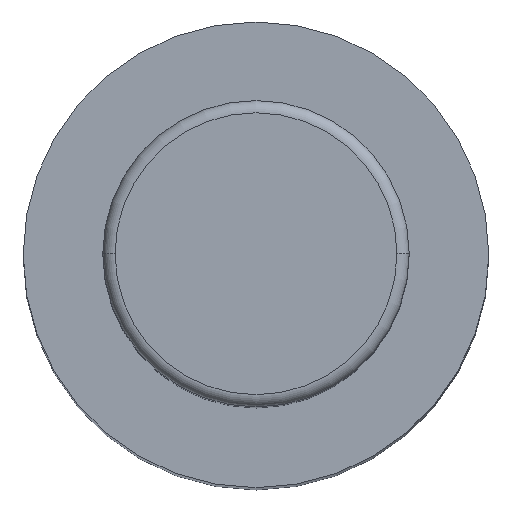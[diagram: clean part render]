
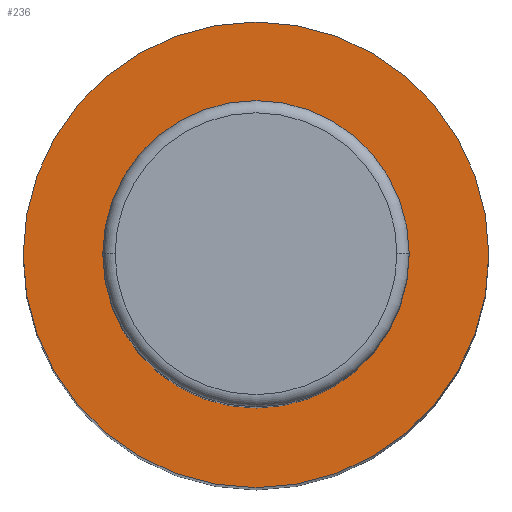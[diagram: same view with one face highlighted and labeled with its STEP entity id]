
A CAD part, top view. The second image highlights one B-rep face of the part: STEP entity #236.
In plain terms, the highlighted planar face has unit normal (0, 0, 1).
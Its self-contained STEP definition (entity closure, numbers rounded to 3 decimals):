
#76 = AXIS2_PLACEMENT_3D ( 'NONE', #574, #553, #563 ) ;
#86 = EDGE_CURVE ( 'NONE', #848, #964, #920, .T. ) ;
#89 = VERTEX_POINT ( 'NONE', #325 ) ;
#100 = ORIENTED_EDGE ( 'NONE', *, *, #381, .T. ) ;
#127 = ORIENTED_EDGE ( 'NONE', *, *, #86, .F. ) ;
#138 = CIRCLE ( 'NONE', #587, 12.5 ) ;
#146 = CARTESIAN_POINT ( 'NONE',  ( 0., 0., 108. ) ) ;
#161 = DIRECTION ( 'NONE',  ( -1., 0., 0. ) ) ;
#172 = CIRCLE ( 'NONE', #76, 19. ) ;
#236 = ADVANCED_FACE ( 'NONE', ( #690, #694 ), #333, .T. ) ;
#263 = DIRECTION ( 'NONE',  ( -1., 0., 0. ) ) ;
#287 = AXIS2_PLACEMENT_3D ( 'NONE', #717, #428, #263 ) ;
#325 = CARTESIAN_POINT ( 'NONE',  ( -12.5, 0., 108. ) ) ;
#329 = EDGE_LOOP ( 'NONE', ( #403, #127 ) ) ;
#331 = AXIS2_PLACEMENT_3D ( 'NONE', #366, #605, #161 ) ;
#333 = PLANE ( 'NONE',  #560 ) ;
#366 = CARTESIAN_POINT ( 'NONE',  ( 0., 0., 108. ) ) ;
#381 = EDGE_CURVE ( 'NONE', #737, #89, #474, .T. ) ;
#403 = ORIENTED_EDGE ( 'NONE', *, *, #885, .F. ) ;
#428 = DIRECTION ( 'NONE',  ( 0., 0., -1. ) ) ;
#474 = CIRCLE ( 'NONE', #287, 12.5 ) ;
#553 = DIRECTION ( 'NONE',  ( 0., 0., -1. ) ) ;
#560 = AXIS2_PLACEMENT_3D ( 'NONE', #686, #649, #859 ) ;
#563 = DIRECTION ( 'NONE',  ( -1., 0., 0. ) ) ;
#574 = CARTESIAN_POINT ( 'NONE',  ( 0., 0., 108. ) ) ;
#583 = CARTESIAN_POINT ( 'NONE',  ( 19., 0., 108. ) ) ;
#587 = AXIS2_PLACEMENT_3D ( 'NONE', #146, #631, #598 ) ;
#598 = DIRECTION ( 'NONE',  ( -1., 0., 0. ) ) ;
#605 = DIRECTION ( 'NONE',  ( 0., 0., -1. ) ) ;
#631 = DIRECTION ( 'NONE',  ( 0., 0., -1. ) ) ;
#649 = DIRECTION ( 'NONE',  ( 0., 0., 1. ) ) ;
#686 = CARTESIAN_POINT ( 'NONE',  ( -12.5, 0., 108. ) ) ;
#690 = FACE_BOUND ( 'NONE', #699, .T. ) ;
#694 = FACE_OUTER_BOUND ( 'NONE', #329, .T. ) ;
#699 = EDGE_LOOP ( 'NONE', ( #837, #100 ) ) ;
#717 = CARTESIAN_POINT ( 'NONE',  ( 0., 0., 108. ) ) ;
#737 = VERTEX_POINT ( 'NONE', #921 ) ;
#810 = CARTESIAN_POINT ( 'NONE',  ( -19., 0., 108. ) ) ;
#837 = ORIENTED_EDGE ( 'NONE', *, *, #867, .T. ) ;
#848 = VERTEX_POINT ( 'NONE', #583 ) ;
#859 = DIRECTION ( 'NONE',  ( 1., 0., 0. ) ) ;
#867 = EDGE_CURVE ( 'NONE', #89, #737, #138, .T. ) ;
#885 = EDGE_CURVE ( 'NONE', #964, #848, #172, .T. ) ;
#920 = CIRCLE ( 'NONE', #331, 19. ) ;
#921 = CARTESIAN_POINT ( 'NONE',  ( 12.5, 0., 108. ) ) ;
#964 = VERTEX_POINT ( 'NONE', #810 ) ;
